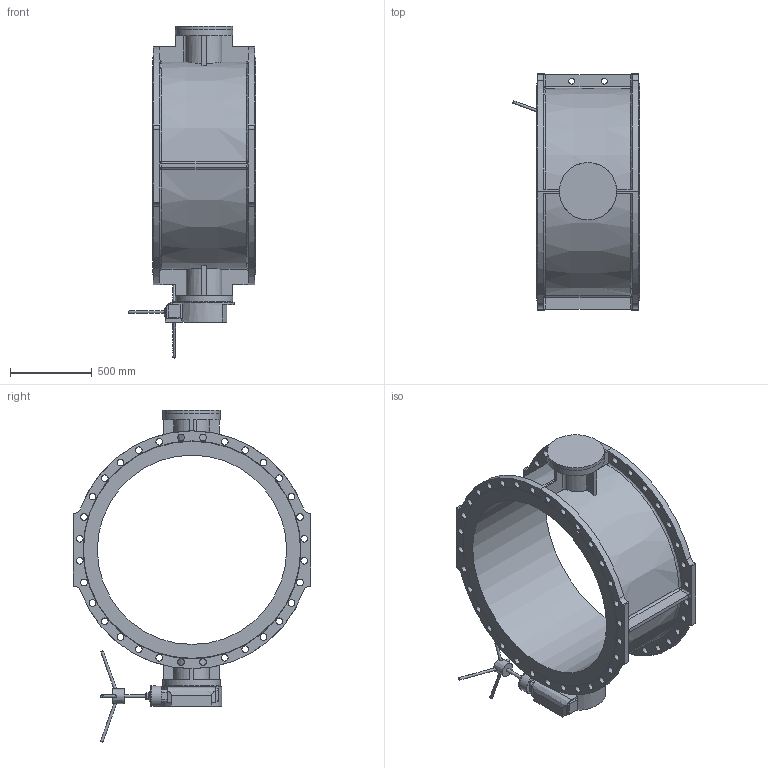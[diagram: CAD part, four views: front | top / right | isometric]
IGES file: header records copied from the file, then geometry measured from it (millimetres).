
Start section: SolidWorks IGES file using analytic representation for surfaces
Global section: file name: O_756_1_DN1200_0XXXXXX_AA0.igs; native system: SolidWorks 2012; preprocessor: SolidWorks 2012; author: pbm; date: 180413.075200; units: millimetre
Bounding box: 777.25 x 1455 x 2030.75 mm (x, y, z)
Surface area: 8350088 mm2 (no closed solid volume)
Topology: 0 solids, 0 shells, 339 faces, 1867 edges, 1693 vertices
Faces by surface type: revolution 170, bspline 169
